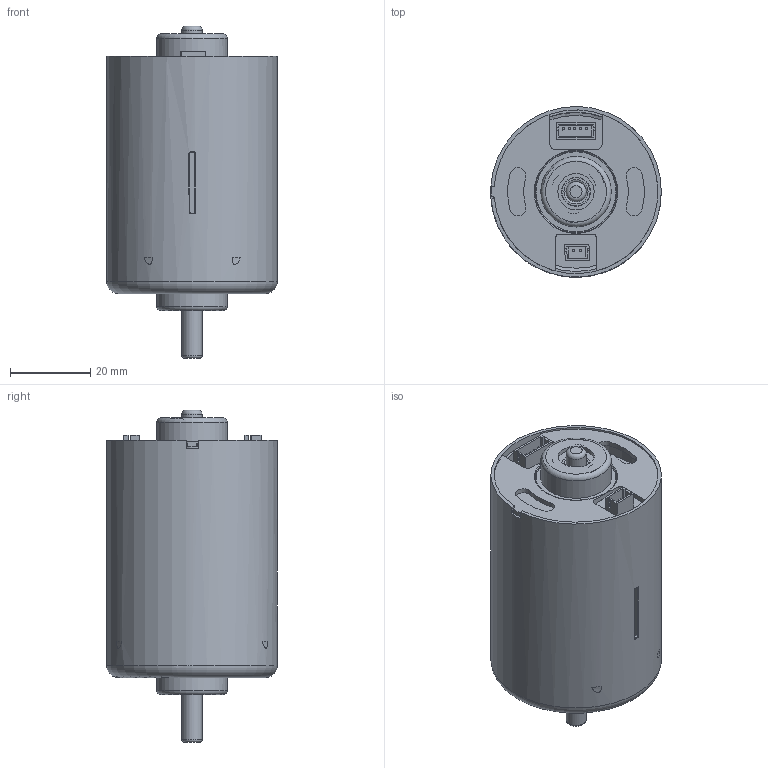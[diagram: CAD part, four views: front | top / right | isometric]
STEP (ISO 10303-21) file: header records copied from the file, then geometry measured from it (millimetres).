
FILE_DESCRIPTION(/* description */ ('Unknown'),/* implementation_level */ '2;1');
FILE_NAME(/* name */ 'BT4259-I',/* time_stamp */ '2022-09-23T17:30:29+02:00',/* author */ ('Unknown'),/* organization */ ('Unknown'),/* preprocessor_version */ 'ST-DEVELOPER v18.1',/* originating_system */ 'Solid Edge',/* authorisation */ 'Unknown');
FILE_SCHEMA (('AUTOMOTIVE_DESIGN {1 0 10303 214 3 1 1}'));
Length unit declared in the file: millimetre
Products named in the file (1): 4259 C
Bounding box: 42.4 x 42.39 x 82.5 mm (x, y, z)
Volume: 1819.5 mm3; surface area: 23298 mm2
Topology: 1 solids, 15 shells, 182 faces, 575 edges, 429 vertices
Faces by surface type: plane 117, cylinder 44, torus 16, bspline 5
Full cylindrical faces by diameter (mm): 3 x1, 3.3 x2, 5 x2, 7 x1, 7.2 x1, 9 x2, 17.5 x2, 19.5 x1, 20.3 x1, 37.961 x1, 39.6 x1, 42.4 x1
Entity records: 10567 total; most frequent: CARTESIAN_POINT 5502, DIRECTION 1005, ORIENTED_EDGE 898, EDGE_CURVE 538, VERTEX_POINT 417, LINE 337, VECTOR 337, AXIS2_PLACEMENT_3D 334
